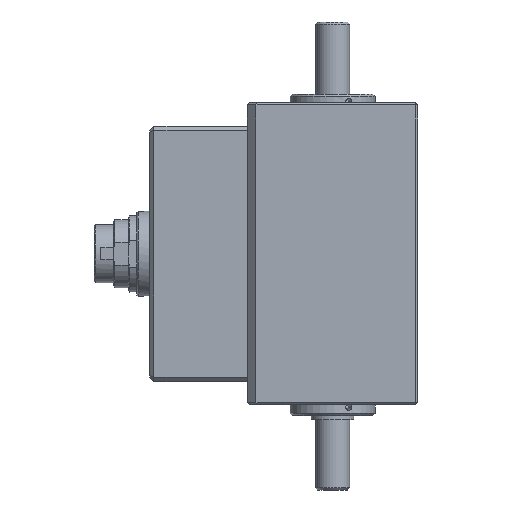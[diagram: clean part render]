
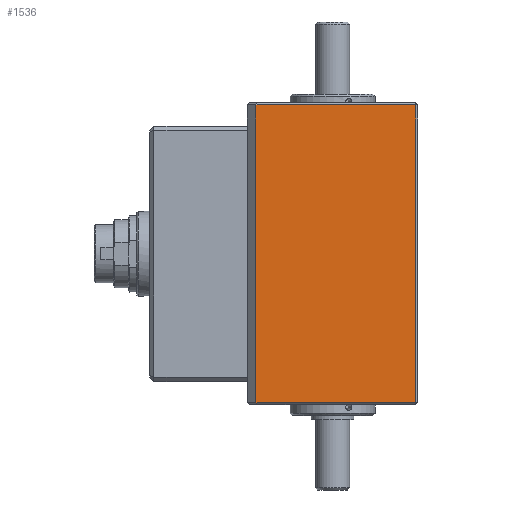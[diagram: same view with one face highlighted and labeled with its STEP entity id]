
A CAD part, front view. The second image highlights one B-rep face of the part: STEP entity #1536.
In plain terms, the highlighted face is planar.
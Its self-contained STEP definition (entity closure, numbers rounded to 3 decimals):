
#1536 = ADVANCED_FACE( '', ( #3077 ), #3078, .T. );
#3077 = FACE_OUTER_BOUND( '', #4695, .T. );
#3078 = PLANE( '', #4696 );
#4695 = EDGE_LOOP( '', ( #7409, #7410, #7411, #7412 ) );
#4696 = AXIS2_PLACEMENT_3D( '', #7413, #7414, #7415 );
#7409 = ORIENTED_EDGE( '', *, *, #8619, .T. );
#7410 = ORIENTED_EDGE( '', *, *, #9128, .T. );
#7411 = ORIENTED_EDGE( '', *, *, #8614, .T. );
#7412 = ORIENTED_EDGE( '', *, *, #8915, .T. );
#7413 = CARTESIAN_POINT( '', ( -20., -20., 71. ) );
#7414 = DIRECTION( '', ( -1., 0., 0. ) );
#7415 = DIRECTION( '', ( 0., 0., 1. ) );
#8614 = EDGE_CURVE( '', #10014, #10147, #10302, .T. );
#8619 = EDGE_CURVE( '', #9908, #10307, #10309, .T. );
#8915 = EDGE_CURVE( '', #10147, #9908, #10749, .T. );
#9128 = EDGE_CURVE( '', #10307, #10014, #11014, .T. );
#9908 = VERTEX_POINT( '', #11661 );
#10014 = VERTEX_POINT( '', #11782 );
#10147 = VERTEX_POINT( '', #11997 );
#10302 = LINE( '', #12229, #12230 );
#10307 = VERTEX_POINT( '', #12237 );
#10309 = LINE( '', #12240, #12241 );
#10749 = LINE( '', #12819, #12820 );
#11014 = LINE( '', #13318, #13319 );
#11661 = CARTESIAN_POINT( '', ( -20., -19.5, 70.5 ) );
#11782 = CARTESIAN_POINT( '', ( -20., 18., 0.5 ) );
#11997 = CARTESIAN_POINT( '', ( -20., -19.5, 0.5 ) );
#12229 = CARTESIAN_POINT( '', ( -20., -20., 0.5 ) );
#12230 = VECTOR( '', #14288, 1000. );
#12237 = CARTESIAN_POINT( '', ( -20., 18., 70.5 ) );
#12240 = CARTESIAN_POINT( '', ( -20., 20., 70.5 ) );
#12241 = VECTOR( '', #14292, 1000. );
#12819 = CARTESIAN_POINT( '', ( -20., -19.5, 71. ) );
#12820 = VECTOR( '', #14684, 1000. );
#13318 = CARTESIAN_POINT( '', ( -20., 18., 71. ) );
#13319 = VECTOR( '', #14882, 1000. );
#14288 = DIRECTION( '', ( 0., -1., 0. ) );
#14292 = DIRECTION( '', ( 0., 1., 0. ) );
#14684 = DIRECTION( '', ( 0., 0., 1. ) );
#14882 = DIRECTION( '', ( 0., 0., -1. ) );
